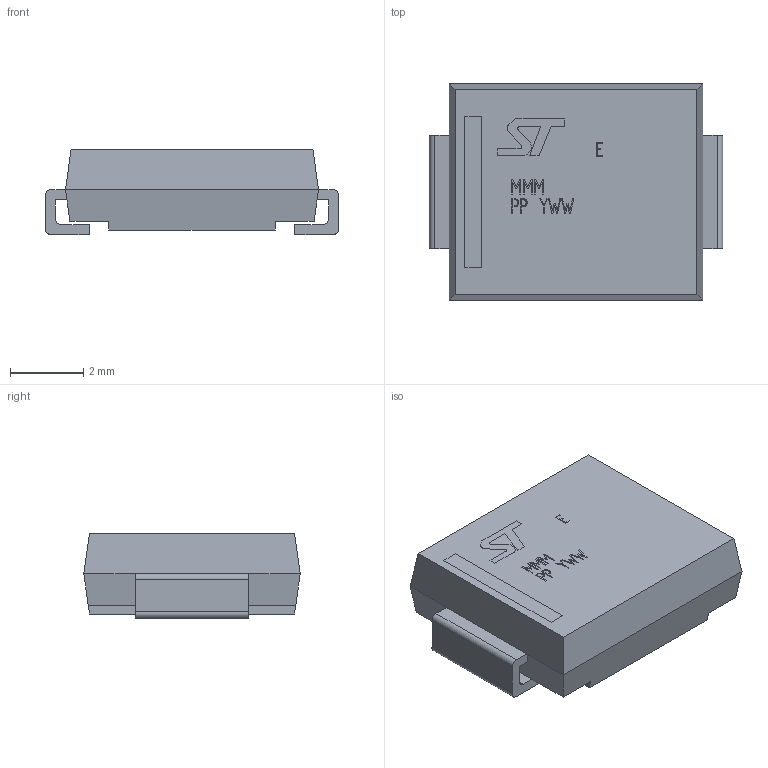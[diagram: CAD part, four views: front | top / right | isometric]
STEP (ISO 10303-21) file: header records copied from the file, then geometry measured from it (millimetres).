
FILE_DESCRIPTION(/* description */ ('Unknown'),/* implementation_level */ '2;1');
FILE_NAME(/* name */ 'SMC package uni-directional',/* time_stamp */ '2022-11-10T12:54:30+02:00',/* author */ ('Unknown'),/* organization */ ('Unknown'),/* preprocessor_version */ 'ST-DEVELOPER v18.102',/* originating_system */ 'Solid Edge',/* authorisation */ 'Unknown');
FILE_SCHEMA (('AUTOMOTIVE_DESIGN {1 0 10303 214 3 1 1}'));
Length unit declared in the file: millimetre
Products named in the file (1): SMC package uni-directional
Bounding box: 8.01 x 5.9 x 2.33 mm (x, y, z)
Volume: 86.7 mm3; surface area: 160.4 mm2
Topology: 1 solids, 1 shells, 51 faces, 223 edges, 187 vertices
Faces by surface type: plane 45, cylinder 6
Entity records: 2755 total; most frequent: CARTESIAN_POINT 644, ORIENTED_EDGE 446, DIRECTION 242, EDGE_CURVE 223, VERTEX_POINT 187, LINE 104, VECTOR 104, B_SPLINE_CURVE_WITH_KNOTS 102
